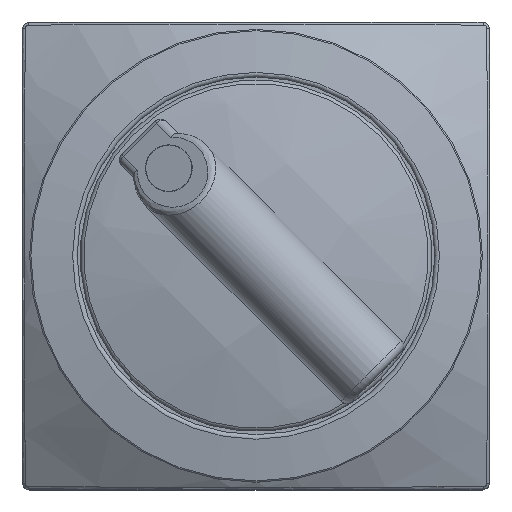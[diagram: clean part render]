
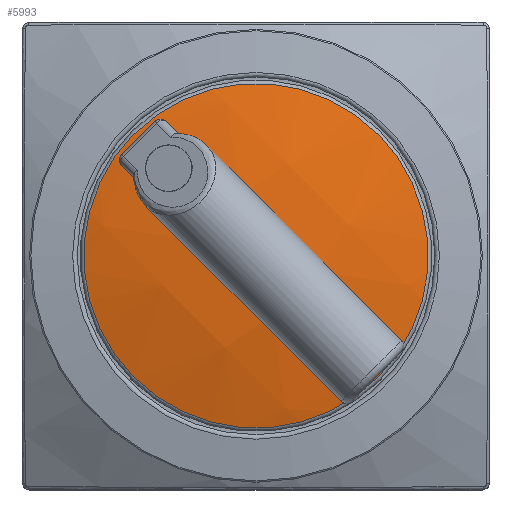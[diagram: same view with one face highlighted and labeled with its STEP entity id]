
A CAD part, top view. The second image highlights one B-rep face of the part: STEP entity #5993.
In plain terms, the highlighted spherical face has radius 40 mm.
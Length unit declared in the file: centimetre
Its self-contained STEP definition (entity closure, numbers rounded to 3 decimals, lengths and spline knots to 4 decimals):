
#57=SPHERICAL_SURFACE('',#6502,4.);
#142=B_SPLINE_CURVE_WITH_KNOTS('',3,(#10132,#10133,#10134,#10135,#10136,
#10137,#10138,#10139,#10140,#10141,#10142,#10143,#10144),.UNSPECIFIED.,
 .F.,.F.,(4,2,2,3,2,4),(-0.0386,-0.0385,-0.0192,
0.,0.0189,0.0379),.UNSPECIFIED.);
#143=B_SPLINE_CURVE_WITH_KNOTS('',3,(#10148,#10149,#10150,#10151,#10152,
#10153,#10154,#10155,#10156,#10157,#10158,#10159,#10160,#10161,#10162),
 .UNSPECIFIED.,.F.,.F.,(4,2,2,3,2,2,4),(-0.0379,-0.0378,
-0.0189,0.,0.0192,0.0385,0.0386),
 .UNSPECIFIED.);
#144=B_SPLINE_CURVE_WITH_KNOTS('',3,(#10166,#10167,#10168,#10169,#10170,
#10171,#10172,#10173,#10174,#10175,#10176,#10177,#10178),.UNSPECIFIED.,
 .F.,.F.,(4,2,2,3,2,4),(-0.0386,-0.0385,-0.0192,
0.,0.0189,0.0379),.UNSPECIFIED.);
#145=B_SPLINE_CURVE_WITH_KNOTS('',3,(#10181,#10182,#10183,#10184,#10185,
#10186,#10187,#10188,#10189,#10190,#10191,#10192,#10193,#10194,#10195),
 .UNSPECIFIED.,.F.,.F.,(4,2,2,3,2,2,4),(-0.0379,-0.0378,
-0.0189,0.,0.0192,0.0385,0.0386),
 .UNSPECIFIED.);
#1239=FACE_BOUND('',#1808,.T.);
#1446=FACE_OUTER_BOUND('',#1807,.T.);
#1807=EDGE_LOOP('',(#4698));
#1808=EDGE_LOOP('',(#4699,#4700,#4701,#4702,#4703,#4704,#4705,#4706));
#2193=CIRCLE('',#6503,1.1033);
#2194=CIRCLE('',#6504,3.995);
#2195=CIRCLE('',#6505,3.8556);
#2196=CIRCLE('',#6506,3.995);
#2197=CIRCLE('',#6507,3.8556);
#2634=VERTEX_POINT('',#10126);
#2635=VERTEX_POINT('',#10128);
#2636=VERTEX_POINT('',#10129);
#2637=VERTEX_POINT('',#10131);
#2638=VERTEX_POINT('',#10145);
#2639=VERTEX_POINT('',#10147);
#2640=VERTEX_POINT('',#10163);
#2641=VERTEX_POINT('',#10165);
#2642=VERTEX_POINT('',#10179);
#3373=EDGE_CURVE('',#2634,#2634,#2193,.T.);
#3374=EDGE_CURVE('',#2635,#2636,#2194,.T.);
#3375=EDGE_CURVE('',#2637,#2636,#142,.F.);
#3376=EDGE_CURVE('',#2637,#2638,#2195,.T.);
#3377=EDGE_CURVE('',#2639,#2638,#143,.F.);
#3378=EDGE_CURVE('',#2639,#2640,#2196,.T.);
#3379=EDGE_CURVE('',#2641,#2640,#144,.F.);
#3380=EDGE_CURVE('',#2641,#2642,#2197,.T.);
#3381=EDGE_CURVE('',#2635,#2642,#145,.F.);
#4698=ORIENTED_EDGE('',*,*,#3373,.F.);
#4699=ORIENTED_EDGE('',*,*,#3374,.T.);
#4700=ORIENTED_EDGE('',*,*,#3375,.F.);
#4701=ORIENTED_EDGE('',*,*,#3376,.T.);
#4702=ORIENTED_EDGE('',*,*,#3377,.F.);
#4703=ORIENTED_EDGE('',*,*,#3378,.T.);
#4704=ORIENTED_EDGE('',*,*,#3379,.F.);
#4705=ORIENTED_EDGE('',*,*,#3380,.T.);
#4706=ORIENTED_EDGE('',*,*,#3381,.F.);
#5993=ADVANCED_FACE('',(#1446,#1239),#57,.T.);
#6502=AXIS2_PLACEMENT_3D('',#10125,#7677,#7678);
#6503=AXIS2_PLACEMENT_3D('',#10127,#7679,#7680);
#6504=AXIS2_PLACEMENT_3D('',#10130,#7681,#7682);
#6505=AXIS2_PLACEMENT_3D('',#10146,#7683,#7684);
#6506=AXIS2_PLACEMENT_3D('',#10164,#7685,#7686);
#6507=AXIS2_PLACEMENT_3D('',#10180,#7687,#7688);
#7677=DIRECTION('center_axis',(-0.707,-0.707,0.));
#7678=DIRECTION('ref_axis',(0.707,-0.707,0.));
#7679=DIRECTION('center_axis',(0.,0.,
-1.));
#7680=DIRECTION('ref_axis',(0.707,-0.707,0.));
#7681=DIRECTION('center_axis',(0.707,0.707,0.));
#7682=DIRECTION('ref_axis',(0.,0.,-1.));
#7683=DIRECTION('center_axis',(0.707,-0.707,0.));
#7684=DIRECTION('ref_axis',(-0.707,-0.707,0.));
#7685=DIRECTION('center_axis',(-0.707,-0.707,0.));
#7686=DIRECTION('ref_axis',(0.,0.,1.));
#7687=DIRECTION('center_axis',(-0.707,0.707,0.));
#7688=DIRECTION('ref_axis',(0.707,0.707,0.));
#10125=CARTESIAN_POINT('Origin',(0.,0.,
-2.3885));
#10126=CARTESIAN_POINT('',(-0.7801,0.7801,1.4563));
#10127=CARTESIAN_POINT('Origin',(0.,0.,
1.4563));
#10128=CARTESIAN_POINT('',(-0.5763,0.8591,1.4754));
#10129=CARTESIAN_POINT('',(0.8591,-0.5763,1.4754));
#10130=CARTESIAN_POINT('Origin',(0.1414,0.1414,-2.3885));
#10131=CARTESIAN_POINT('',(0.8591,-0.647,1.4642));
#10132=CARTESIAN_POINT('Ctrl Pts',(0.8591,-0.5763,
1.4754));
#10133=CARTESIAN_POINT('Ctrl Pts',(0.8592,-0.5763,
1.4754));
#10134=CARTESIAN_POINT('Ctrl Pts',(0.8592,-0.5763,
1.4754));
#10135=CARTESIAN_POINT('Ctrl Pts',(0.8636,-0.5808,
1.4737));
#10136=CARTESIAN_POINT('Ctrl Pts',(0.8674,-0.5863,
1.472));
#10137=CARTESIAN_POINT('Ctrl Pts',(0.8725,-0.5986,
1.469));
#10138=CARTESIAN_POINT('Ctrl Pts',(0.8738,-0.6053,
1.4676));
#10139=CARTESIAN_POINT('Ctrl Pts',(0.8738,-0.6116,
1.4666));
#10140=CARTESIAN_POINT('Ctrl Pts',(0.8738,-0.6179,
1.4657));
#10141=CARTESIAN_POINT('Ctrl Pts',(0.8725,-0.6246,
1.4649));
#10142=CARTESIAN_POINT('Ctrl Pts',(0.8674,-0.6369,
1.464));
#10143=CARTESIAN_POINT('Ctrl Pts',(0.8636,-0.6425,
1.4639));
#10144=CARTESIAN_POINT('Ctrl Pts',(0.8591,-0.647,
1.4642));
#10145=CARTESIAN_POINT('',(0.647,-0.8591,1.4642));
#10146=CARTESIAN_POINT('Origin',(0.7531,-0.7531,-2.3885));
#10147=CARTESIAN_POINT('',(0.5763,-0.8591,1.4754));
#10148=CARTESIAN_POINT('Ctrl Pts',(0.647,-0.8591,
1.4642));
#10149=CARTESIAN_POINT('Ctrl Pts',(0.647,-0.8592,
1.4642));
#10150=CARTESIAN_POINT('Ctrl Pts',(0.647,-0.8592,
1.4642));
#10151=CARTESIAN_POINT('Ctrl Pts',(0.6425,-0.8636,
1.4639));
#10152=CARTESIAN_POINT('Ctrl Pts',(0.6368,-0.8675,
1.464));
#10153=CARTESIAN_POINT('Ctrl Pts',(0.6245,-0.8725,
1.4649));
#10154=CARTESIAN_POINT('Ctrl Pts',(0.6179,-0.8738,
1.4657));
#10155=CARTESIAN_POINT('Ctrl Pts',(0.6116,-0.8738,1.4666));
#10156=CARTESIAN_POINT('Ctrl Pts',(0.6053,-0.8738,
1.4676));
#10157=CARTESIAN_POINT('Ctrl Pts',(0.5986,-0.8725,
1.469));
#10158=CARTESIAN_POINT('Ctrl Pts',(0.5863,-0.8674,
1.472));
#10159=CARTESIAN_POINT('Ctrl Pts',(0.5808,-0.8636,
1.4737));
#10160=CARTESIAN_POINT('Ctrl Pts',(0.5763,-0.8592,
1.4754));
#10161=CARTESIAN_POINT('Ctrl Pts',(0.5763,-0.8592,
1.4754));
#10162=CARTESIAN_POINT('Ctrl Pts',(0.5763,-0.8591,
1.4754));
#10163=CARTESIAN_POINT('',(-0.8591,0.5763,1.4754));
#10164=CARTESIAN_POINT('Origin',(-0.1414,-0.1414,
-2.3885));
#10165=CARTESIAN_POINT('',(-0.8591,0.647,1.4642));
#10166=CARTESIAN_POINT('Ctrl Pts',(-0.8591,0.5763,
1.4754));
#10167=CARTESIAN_POINT('Ctrl Pts',(-0.8592,0.5763,
1.4754));
#10168=CARTESIAN_POINT('Ctrl Pts',(-0.8592,0.5763,
1.4754));
#10169=CARTESIAN_POINT('Ctrl Pts',(-0.8636,0.5808,
1.4737));
#10170=CARTESIAN_POINT('Ctrl Pts',(-0.8674,0.5863,
1.472));
#10171=CARTESIAN_POINT('Ctrl Pts',(-0.8725,0.5986,
1.469));
#10172=CARTESIAN_POINT('Ctrl Pts',(-0.8738,0.6053,
1.4676));
#10173=CARTESIAN_POINT('Ctrl Pts',(-0.8738,0.6116,
1.4666));
#10174=CARTESIAN_POINT('Ctrl Pts',(-0.8738,0.6179,
1.4657));
#10175=CARTESIAN_POINT('Ctrl Pts',(-0.8725,0.6246,
1.4649));
#10176=CARTESIAN_POINT('Ctrl Pts',(-0.8674,0.6369,
1.464));
#10177=CARTESIAN_POINT('Ctrl Pts',(-0.8636,0.6425,
1.4639));
#10178=CARTESIAN_POINT('Ctrl Pts',(-0.8591,0.647,
1.4642));
#10179=CARTESIAN_POINT('',(-0.647,0.8591,1.4642));
#10180=CARTESIAN_POINT('Origin',(-0.7531,0.7531,-2.3885));
#10181=CARTESIAN_POINT('Ctrl Pts',(-0.647,0.8591,
1.4642));
#10182=CARTESIAN_POINT('Ctrl Pts',(-0.647,0.8592,
1.4642));
#10183=CARTESIAN_POINT('Ctrl Pts',(-0.647,0.8592,
1.4642));
#10184=CARTESIAN_POINT('Ctrl Pts',(-0.6425,0.8636,
1.4639));
#10185=CARTESIAN_POINT('Ctrl Pts',(-0.6368,0.8675,
1.464));
#10186=CARTESIAN_POINT('Ctrl Pts',(-0.6245,0.8725,
1.4649));
#10187=CARTESIAN_POINT('Ctrl Pts',(-0.6179,0.8738,
1.4657));
#10188=CARTESIAN_POINT('Ctrl Pts',(-0.6116,0.8738,
1.4666));
#10189=CARTESIAN_POINT('Ctrl Pts',(-0.6053,0.8738,
1.4676));
#10190=CARTESIAN_POINT('Ctrl Pts',(-0.5986,0.8725,
1.469));
#10191=CARTESIAN_POINT('Ctrl Pts',(-0.5863,0.8674,
1.472));
#10192=CARTESIAN_POINT('Ctrl Pts',(-0.5808,0.8636,
1.4737));
#10193=CARTESIAN_POINT('Ctrl Pts',(-0.5763,0.8592,
1.4754));
#10194=CARTESIAN_POINT('Ctrl Pts',(-0.5763,0.8592,
1.4754));
#10195=CARTESIAN_POINT('Ctrl Pts',(-0.5763,0.8591,
1.4754));
